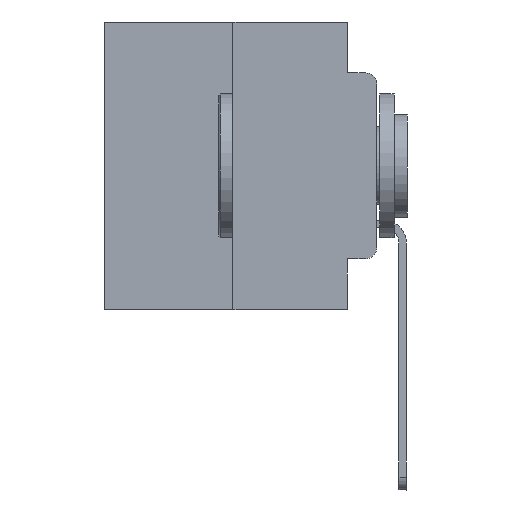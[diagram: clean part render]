
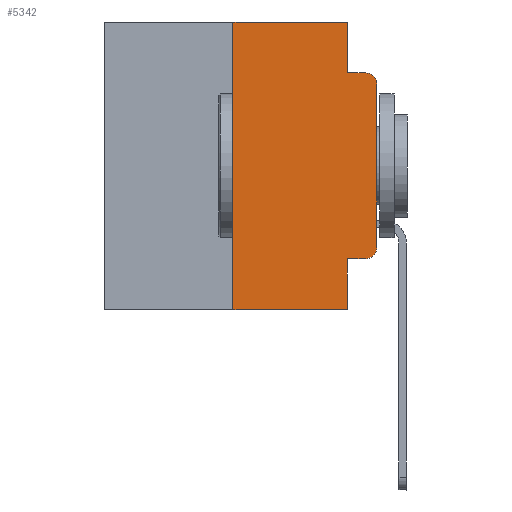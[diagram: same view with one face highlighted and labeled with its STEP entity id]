
A CAD part, left-side view. The second image highlights one B-rep face of the part: STEP entity #5342.
In plain terms, the highlighted planar face has unit normal (-1, 0, 0).
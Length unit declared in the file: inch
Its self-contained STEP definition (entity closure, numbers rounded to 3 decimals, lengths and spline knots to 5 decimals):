
#76 = ORIENTED_EDGE ( 'NONE', *, *, #10587, .F. ) ;
#231 = LINE ( 'NONE', #2525, #27760 ) ;
#255 = VECTOR ( 'NONE', #21553, 39.37008 ) ;
#705 = VERTEX_POINT ( 'NONE', #12507 ) ;
#717 = DIRECTION ( 'NONE',  ( 0., 0., 1. ) ) ;
#1233 = DIRECTION ( 'NONE',  ( 0., 0., 1. ) ) ;
#1907 = VERTEX_POINT ( 'NONE', #27734 ) ;
#2148 = VECTOR ( 'NONE', #717, 39.37008 ) ;
#2525 = CARTESIAN_POINT ( 'NONE',  ( 0., 0., 0. ) ) ;
#2656 = EDGE_CURVE ( 'NONE', #25194, #14399, #23590, .T. ) ;
#2738 = CARTESIAN_POINT ( 'NONE',  ( 0., 0.473, -0.5 ) ) ;
#2857 = LINE ( 'NONE', #20409, #2148 ) ;
#3055 = EDGE_CURVE ( 'NONE', #6734, #4680, #26726, .T. ) ;
#3132 = EDGE_CURVE ( 'NONE', #6537, #4680, #19651, .T. ) ;
#3606 = LINE ( 'NONE', #4023, #255 ) ;
#3711 = DIRECTION ( 'NONE',  ( -1., 0., 0. ) ) ;
#3790 = CARTESIAN_POINT ( 'NONE',  ( 0., 0.051, -0.4115 ) ) ;
#4023 = CARTESIAN_POINT ( 'NONE',  ( 0., 0.051, 0. ) ) ;
#4082 = ORIENTED_EDGE ( 'NONE', *, *, #9347, .T. ) ;
#4486 = EDGE_CURVE ( 'NONE', #5197, #25194, #3606, .T. ) ;
#4627 = CARTESIAN_POINT ( 'NONE',  ( 0., 0.02, -0.4115 ) ) ;
#4680 = VERTEX_POINT ( 'NONE', #7011 ) ;
#5178 = ORIENTED_EDGE ( 'NONE', *, *, #8395, .T. ) ;
#5197 = VERTEX_POINT ( 'NONE', #13843 ) ;
#5203 = CARTESIAN_POINT ( 'NONE',  ( 0., 0.02, -0.0885 ) ) ;
#5342 = ADVANCED_FACE ( 'NONE', ( #14828 ), #21727, .F. ) ;
#6390 = ORIENTED_EDGE ( 'NONE', *, *, #4486, .F. ) ;
#6439 = ORIENTED_EDGE ( 'NONE', *, *, #26093, .F. ) ;
#6537 = VERTEX_POINT ( 'NONE', #3790 ) ;
#6734 = VERTEX_POINT ( 'NONE', #8512 ) ;
#6999 = CARTESIAN_POINT ( 'NONE',  ( 0., 0.051, -0.0885 ) ) ;
#7011 = CARTESIAN_POINT ( 'NONE',  ( 0., 0.051, -0.5 ) ) ;
#8331 = CARTESIAN_POINT ( 'NONE',  ( 0., 0.473, 0. ) ) ;
#8338 = DIRECTION ( 'NONE',  ( 0., -1., 0. ) ) ;
#8395 = EDGE_CURVE ( 'NONE', #14144, #14399, #28150, .T. ) ;
#8448 = ORIENTED_EDGE ( 'NONE', *, *, #3055, .T. ) ;
#8512 = CARTESIAN_POINT ( 'NONE',  ( 0., 0.25, -0.5 ) ) ;
#8689 = ORIENTED_EDGE ( 'NONE', *, *, #3132, .F. ) ;
#9347 = EDGE_CURVE ( 'NONE', #1907, #14144, #231, .T. ) ;
#10267 = EDGE_CURVE ( 'NONE', #18416, #1907, #10813, .T. ) ;
#10412 = ORIENTED_EDGE ( 'NONE', *, *, #2656, .F. ) ;
#10587 = EDGE_CURVE ( 'NONE', #705, #5197, #14121, .T. ) ;
#10813 = CIRCLE ( 'NONE', #26885, 0.02 ) ;
#11153 = VECTOR ( 'NONE', #19283, 39.37008 ) ;
#11354 = CARTESIAN_POINT ( 'NONE',  ( 0., 0.02, -0.1085 ) ) ;
#12068 = LINE ( 'NONE', #27450, #12174 ) ;
#12174 = VECTOR ( 'NONE', #16969, 39.37008 ) ;
#12507 = CARTESIAN_POINT ( 'NONE',  ( 0., 0.25, 0. ) ) ;
#12519 = CARTESIAN_POINT ( 'NONE',  ( 0., 0.051, -0.0885 ) ) ;
#13205 = ORIENTED_EDGE ( 'NONE', *, *, #13412, .T. ) ;
#13316 = CARTESIAN_POINT ( 'NONE',  ( 0., 0., -0.1085 ) ) ;
#13412 = EDGE_CURVE ( 'NONE', #6537, #18416, #12068, .T. ) ;
#13843 = CARTESIAN_POINT ( 'NONE',  ( 0., 0.051, 0. ) ) ;
#14090 = DIRECTION ( 'NONE',  ( 0., -1., 0. ) ) ;
#14121 = LINE ( 'NONE', #8331, #11153 ) ;
#14144 = VERTEX_POINT ( 'NONE', #13316 ) ;
#14399 = VERTEX_POINT ( 'NONE', #5203 ) ;
#14633 = CARTESIAN_POINT ( 'NONE',  ( 0., 0.02, -0.3915 ) ) ;
#14828 = FACE_OUTER_BOUND ( 'NONE', #20328, .T. ) ;
#15035 = CARTESIAN_POINT ( 'NONE',  ( 0., 0.051, 0. ) ) ;
#15148 = ORIENTED_EDGE ( 'NONE', *, *, #10267, .T. ) ;
#15762 = VECTOR ( 'NONE', #14090, 39.37008 ) ;
#16969 = DIRECTION ( 'NONE',  ( 0., -1., 0. ) ) ;
#18416 = VERTEX_POINT ( 'NONE', #4627 ) ;
#19283 = DIRECTION ( 'NONE',  ( 0., -1., 0. ) ) ;
#19585 = CARTESIAN_POINT ( 'NONE',  ( 0., 0.473, 0. ) ) ;
#19651 = LINE ( 'NONE', #15035, #27704 ) ;
#20328 = EDGE_LOOP ( 'NONE', ( #4082, #5178, #10412, #6390, #76, #6439, #8448, #8689, #13205, #15148 ) ) ;
#20409 = CARTESIAN_POINT ( 'NONE',  ( 0., 0.25, 0. ) ) ;
#21315 = DIRECTION ( 'NONE',  ( 1., 0., 0. ) ) ;
#21553 = DIRECTION ( 'NONE',  ( 0., 0., -1. ) ) ;
#21727 = PLANE ( 'NONE',  #24765 ) ;
#22437 = DIRECTION ( 'NONE',  ( -1., 0., 0. ) ) ;
#23590 = LINE ( 'NONE', #12519, #24035 ) ;
#24035 = VECTOR ( 'NONE', #8338, 39.37008 ) ;
#24437 = DIRECTION ( 'NONE',  ( 0., 0., -1. ) ) ;
#24765 = AXIS2_PLACEMENT_3D ( 'NONE', #19585, #21315, #28327 ) ;
#24984 = DIRECTION ( 'NONE',  ( 0., 0., -1. ) ) ;
#25194 = VERTEX_POINT ( 'NONE', #6999 ) ;
#25900 = AXIS2_PLACEMENT_3D ( 'NONE', #11354, #22437, #24437 ) ;
#26093 = EDGE_CURVE ( 'NONE', #6734, #705, #2857, .T. ) ;
#26239 = DIRECTION ( 'NONE',  ( 0., 0., -1. ) ) ;
#26726 = LINE ( 'NONE', #2738, #15762 ) ;
#26885 = AXIS2_PLACEMENT_3D ( 'NONE', #14633, #3711, #24984 ) ;
#27450 = CARTESIAN_POINT ( 'NONE',  ( 0., 0.051, -0.4115 ) ) ;
#27704 = VECTOR ( 'NONE', #26239, 39.37008 ) ;
#27734 = CARTESIAN_POINT ( 'NONE',  ( 0., 0., -0.3915 ) ) ;
#27760 = VECTOR ( 'NONE', #1233, 39.37008 ) ;
#28150 = CIRCLE ( 'NONE', #25900, 0.02 ) ;
#28327 = DIRECTION ( 'NONE',  ( 0., 0., -1. ) ) ;
